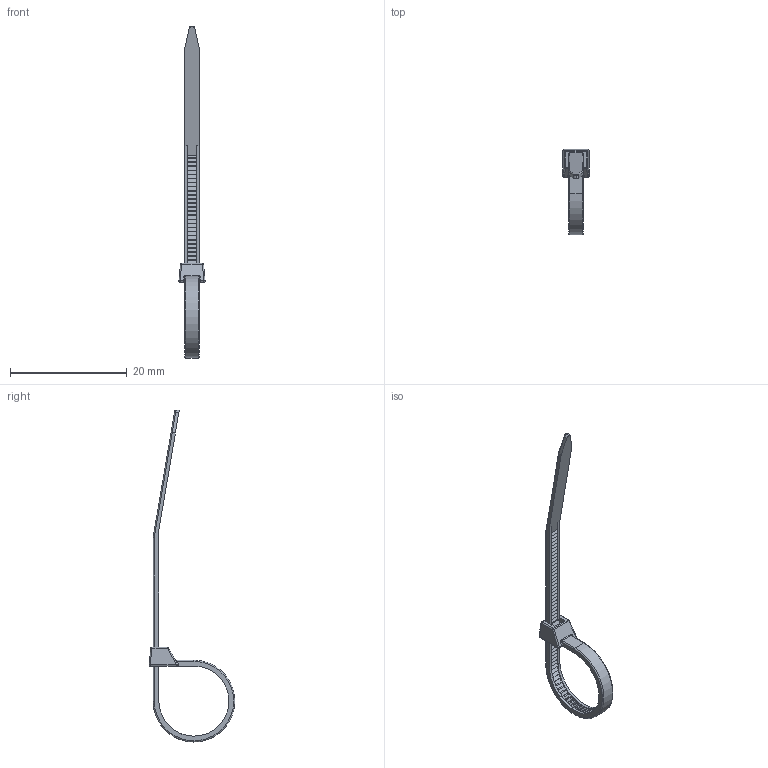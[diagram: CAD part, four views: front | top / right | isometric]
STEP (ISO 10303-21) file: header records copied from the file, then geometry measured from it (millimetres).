
FILE_DESCRIPTION (( 'STEP AP203' ), '1' );
FILE_NAME ('Ñòÿæêà 2,5õ100 ìì.STEP', '2015-10-23T12:43:16', ( '' ), ( '' ), 'SwSTEP 2.0', 'SolidWorks 2013', '' );
FILE_SCHEMA (( 'CONFIG_CONTROL_DESIGN' ));
Length unit declared in the file: millimetre
Products named in the file (1): Ñòÿæêà 2,5õ100 ìì
Bounding box: 4.46 x 14.66 x 56.87 mm (x, y, z)
Volume: 208.3 mm3; surface area: 729.8 mm2
Topology: 1 solids, 1 shells, 319 faces, 915 edges, 590 vertices
Faces by surface type: plane 227, cylinder 73, sphere 10, torus 7, bspline 2
Entity records: 10329 total; most frequent: CARTESIAN_POINT 1879, ORIENTED_EDGE 1810, DIRECTION 1680, EDGE_CURVE 905, LINE 746, VECTOR 746, VERTEX_POINT 586, AXIS2_PLACEMENT_3D 467
